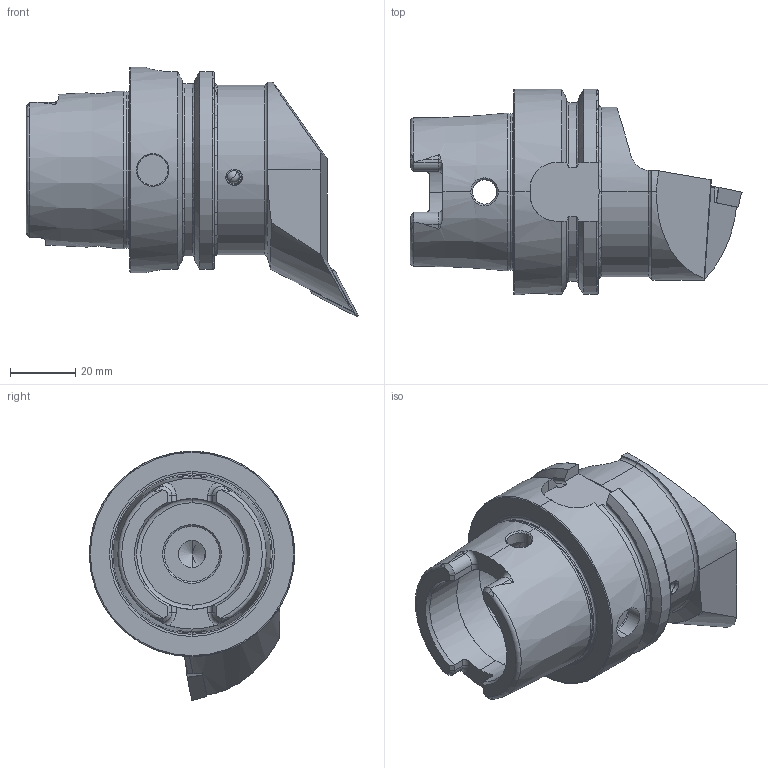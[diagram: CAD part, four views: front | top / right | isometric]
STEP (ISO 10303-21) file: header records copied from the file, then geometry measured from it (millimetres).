
FILE_DESCRIPTION (( 'STEP AP203' ), '1' );
FILE_NAME ('HA6.KVB.RPA.070.STEP', '2012-08-07T08:07:33', ( 'baer' ), ( 'Hewlett-Packard Company' ), 'SwSTEP 2.0', 'SolidWorks 2012', '' );
FILE_SCHEMA (( 'CONFIG_CONTROL_DESIGN' ));
Length unit declared in the file: millimetre
Products named in the file (5): HA6.KVB.RPA.070; KVT_MB_600_050; VCMT160404; WCB-ER2.001.009_A; HA6-KVB.RPA.070_B
Assembly tree (4 placements, depth 2):
  HA6.KVB.RPA.070
    HA6-KVB.RPA.070_B
    WCB-ER2.001.009_A
    VCMT160404
    KVT_MB_600_050
Bounding box: 101.92 x 63 x 76.51 mm (x, y, z)
Volume: 133957 mm3; surface area: 29772.5 mm2
Topology: 5 solids, 5 shells, 323 faces, 831 edges, 507 vertices
Faces by surface type: cylinder 94, cone 83, plane 81, torus 40, bspline 21, sphere 4
Entity records: 12119 total; most frequent: CARTESIAN_POINT 4228, ORIENTED_EDGE 1624, DIRECTION 1463, EDGE_CURVE 812, AXIS2_PLACEMENT_3D 588, VERTEX_POINT 504, EDGE_LOOP 338, ADVANCED_FACE 323
